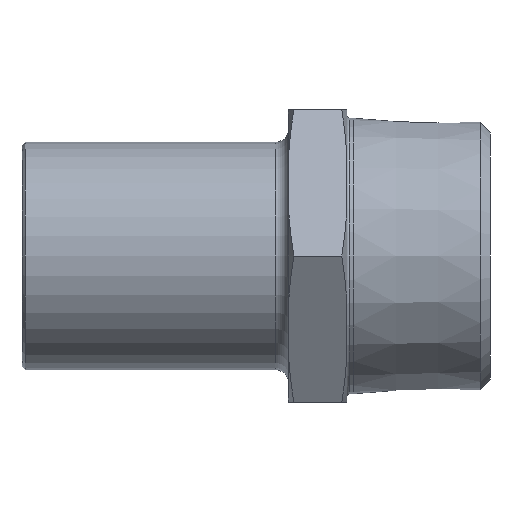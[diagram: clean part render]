
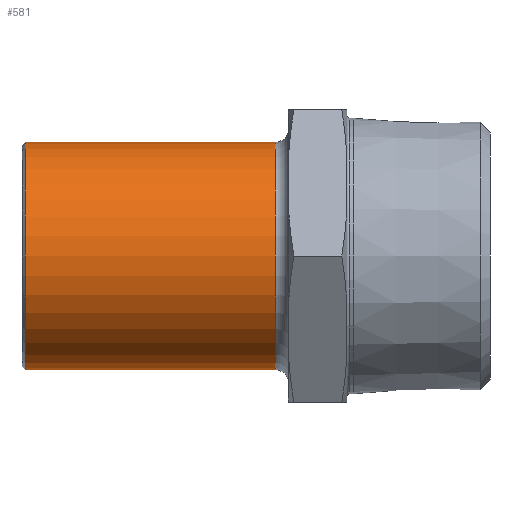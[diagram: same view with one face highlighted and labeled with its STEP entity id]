
A CAD part, front view. The second image highlights one B-rep face of the part: STEP entity #581.
In plain terms, the highlighted cylindrical face has radius 17.5 mm (diameter 35 mm), a full revolution.
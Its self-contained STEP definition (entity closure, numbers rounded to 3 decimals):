
#39=CYLINDRICAL_SURFACE('',#647,17.5);
#65=FACE_OUTER_BOUND('',#99,.T.);
#99=EDGE_LOOP('',(#400,#401,#402,#403,#404,#405,#406));
#134=LINE('',#914,#160);
#160=VECTOR('',#744,17.5);
#191=CIRCLE('',#641,17.5);
#195=CIRCLE('',#645,17.5);
#196=CIRCLE('',#646,17.5);
#197=CIRCLE('',#648,17.5);
#198=CIRCLE('',#649,17.5);
#232=VERTEX_POINT('',#901);
#233=VERTEX_POINT('',#902);
#236=VERTEX_POINT('',#909);
#237=VERTEX_POINT('',#913);
#238=VERTEX_POINT('',#915);
#297=EDGE_CURVE('',#232,#233,#191,.T.);
#301=EDGE_CURVE('',#233,#236,#195,.T.);
#302=EDGE_CURVE('',#236,#232,#196,.T.);
#303=EDGE_CURVE('',#236,#237,#134,.T.);
#304=EDGE_CURVE('',#238,#237,#197,.T.);
#305=EDGE_CURVE('',#237,#238,#198,.T.);
#400=ORIENTED_EDGE('',*,*,#297,.F.);
#401=ORIENTED_EDGE('',*,*,#302,.F.);
#402=ORIENTED_EDGE('',*,*,#303,.T.);
#403=ORIENTED_EDGE('',*,*,#304,.F.);
#404=ORIENTED_EDGE('',*,*,#305,.F.);
#405=ORIENTED_EDGE('',*,*,#303,.F.);
#406=ORIENTED_EDGE('',*,*,#301,.F.);
#581=ADVANCED_FACE('',(#65),#39,.T.);
#641=AXIS2_PLACEMENT_3D('',#903,#730,#731);
#645=AXIS2_PLACEMENT_3D('',#910,#738,#739);
#646=AXIS2_PLACEMENT_3D('',#911,#740,#741);
#647=AXIS2_PLACEMENT_3D('',#912,#742,#743);
#648=AXIS2_PLACEMENT_3D('',#916,#745,#746);
#649=AXIS2_PLACEMENT_3D('',#917,#747,#748);
#730=DIRECTION('center_axis',(1.,0.,0.));
#731=DIRECTION('ref_axis',(0.,-1.,0.));
#738=DIRECTION('center_axis',(1.,0.,0.));
#739=DIRECTION('ref_axis',(0.,-1.,0.));
#740=DIRECTION('center_axis',(1.,0.,0.));
#741=DIRECTION('ref_axis',(0.,-1.,0.));
#742=DIRECTION('center_axis',(1.,0.,0.));
#743=DIRECTION('ref_axis',(0.,1.,0.));
#744=DIRECTION('',(-1.,0.,0.));
#745=DIRECTION('center_axis',(-1.,0.,0.));
#746=DIRECTION('ref_axis',(0.,-1.,0.));
#747=DIRECTION('center_axis',(-1.,0.,0.));
#748=DIRECTION('ref_axis',(0.,-1.,0.));
#901=CARTESIAN_POINT('',(39.,17.5,0.));
#902=CARTESIAN_POINT('',(39.,0.,17.5));
#903=CARTESIAN_POINT('Origin',(39.,0.,0.));
#909=CARTESIAN_POINT('',(39.,-17.5,0.));
#910=CARTESIAN_POINT('Origin',(39.,0.,0.));
#911=CARTESIAN_POINT('Origin',(39.,0.,0.));
#912=CARTESIAN_POINT('Origin',(20.5,0.,0.));
#913=CARTESIAN_POINT('',(0.5,-17.5,0.));
#914=CARTESIAN_POINT('',(20.5,-17.5,0.));
#915=CARTESIAN_POINT('',(0.5,17.5,0.));
#916=CARTESIAN_POINT('Origin',(0.5,0.,0.));
#917=CARTESIAN_POINT('Origin',(0.5,0.,0.));
